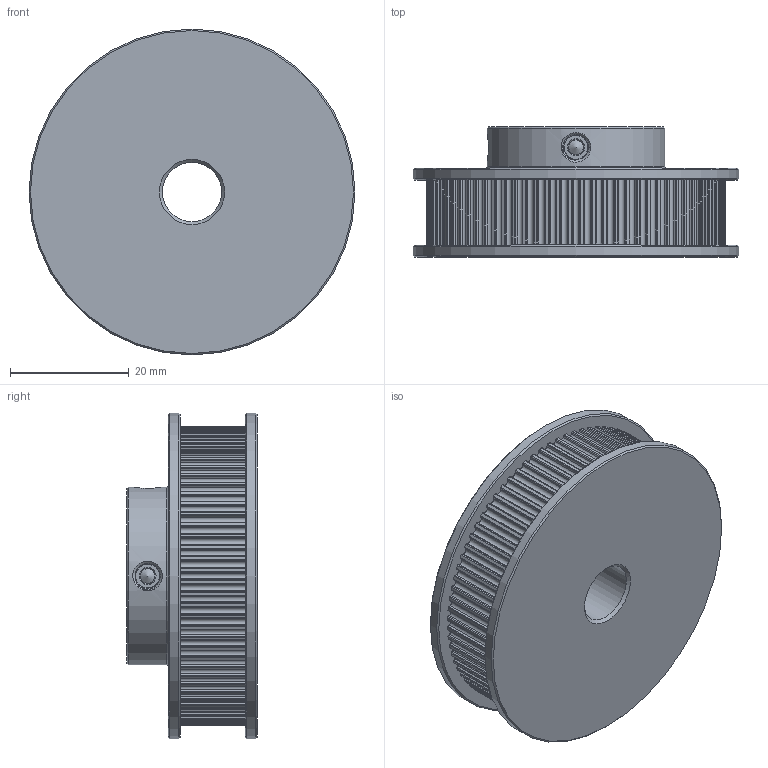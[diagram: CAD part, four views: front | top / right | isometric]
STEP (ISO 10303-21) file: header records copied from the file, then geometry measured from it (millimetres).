
FILE_DESCRIPTION(/* description */ (''),/* implementation_level */ '2;1');
FILE_NAME(/* name */ '2GT-80T-10W-10B BF Pulley.step',/* time_stamp */ '2022-05-11T18:17:39-06:00',/* author */ (''),/* organization */ (''),/* preprocessor_version */ 'ST-DEVELOPER v18.1',/* originating_system */ 'Autodesk Translation Framework v10.14.0.1471',/* authorisation */ '');
FILE_SCHEMA (('AUTOMOTIVE_DESIGN { 1 0 10303 214 3 1 1 }'));
Length unit declared in the file: millimetre
Products named in the file (2): 2GT-80T-10 BF Pulley; M5 x 6 Set Screw
Assembly tree (2 placements, depth 2):
  2GT-80T-10 BF Pulley
    M5 x 6 Set Screw  x2
Bounding box: 55 x 22 x 55 mm (x, y, z)
Volume: 33837.2 mm3; surface area: 10585.7 mm2
Topology: 3 solids, 3 shells, 646 faces, 1885 edges, 1246 vertices
Faces by surface type: cylinder 567, plane 36, cone 27, bspline 15, torus 1
Full cylindrical faces by diameter (mm): 3.961 x12, 4.234 x8, 5 x10, 5.12 x10, 10 x1, 30 x1, 55 x2
Entity records: 26460 total; most frequent: CARTESIAN_POINT 9680, DIRECTION 3787, ORIENTED_EDGE 3570, EDGE_CURVE 1785, AXIS2_PLACEMENT_3D 1606, VERTEX_POINT 1187, CIRCLE 1009, EDGE_LOOP 616
